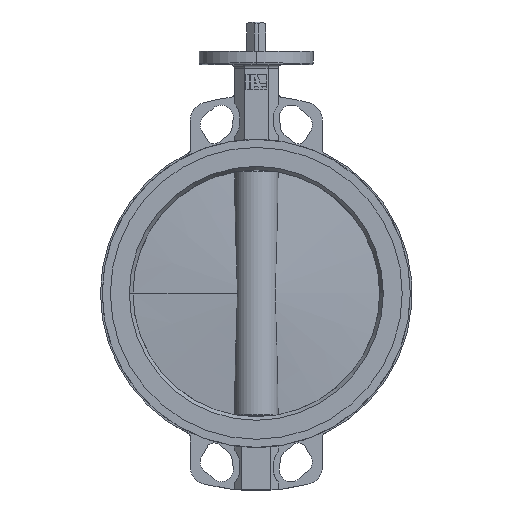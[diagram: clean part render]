
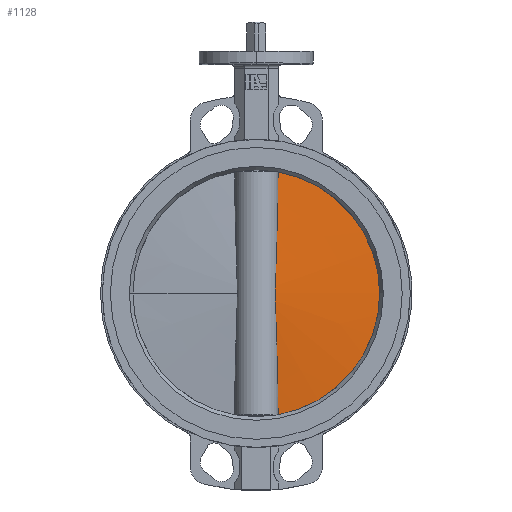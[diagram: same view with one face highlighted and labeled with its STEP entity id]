
A CAD part, top view. The second image highlights one B-rep face of the part: STEP entity #1128.
In plain terms, the highlighted conical face has half-angle 85.605 degrees and reference radius 13011.7 mm.
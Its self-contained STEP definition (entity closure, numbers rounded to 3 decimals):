
#85 = CARTESIAN_POINT ( 'NONE',  ( 4.069, 0., 0. ) ) ;
#86 = DIRECTION ( 'NONE',  ( 1., 0., 0. ) ) ;
#87 = DIRECTION ( 'NONE',  ( 0., 0., -1. ) ) ;
#765 = AXIS2_PLACEMENT_3D ( 'NONE', #85, #86, #87 ) ;
#826 = EDGE_CURVE ( 'NONE', #4068, #2128, #6008, .T. ) ;
#1128 = ADVANCED_FACE ( 'NONE', ( #6494 ), #6505, .T. ) ;
#1340 = CARTESIAN_POINT ( 'NONE',  ( 4.069, -165.602, -29.723 ) ) ;
#1998 = EDGE_CURVE ( 'NONE', #2128, #2139, #4962, .T. ) ;
#1999 = EDGE_CURVE ( 'NONE', #4068, #2139, #7621, .T. ) ;
#2128 = VERTEX_POINT ( 'NONE', #7496 ) ;
#2139 = VERTEX_POINT ( 'NONE', #7515 ) ;
#2290 = EDGE_LOOP ( 'NONE', ( #4234, #4233, #4232 ) ) ;
#3275 = AXIS2_PLACEMENT_3D ( 'NONE', #6661, #6662, #6660 ) ;
#3537 = AXIS2_PLACEMENT_3D ( 'NONE', #6894, #6895, #6896 ) ;
#4068 = VERTEX_POINT ( 'NONE', #1340 ) ;
#4232 = ORIENTED_EDGE ( 'NONE', *, *, #1998, .T. ) ;
#4233 = ORIENTED_EDGE ( 'NONE', *, *, #826, .T. ) ;
#4234 = ORIENTED_EDGE ( 'NONE', *, *, #1999, .F. ) ;
#4962 = CIRCLE ( 'NONE', #3537, 168.249 ) ;
#6008 = CIRCLE ( 'NONE', #765, 168.249 ) ;
#6494 = FACE_OUTER_BOUND ( 'NONE', #2290, .T. ) ;
#6505 = CONICAL_SURFACE ( 'NONE', #3275, 13011.747, 1.494 ) ;
#6660 = DIRECTION ( 'NONE',  ( 0., 0., 1. ) ) ;
#6661 = CARTESIAN_POINT ( 'NONE',  ( -983., 0., 0. ) ) ;
#6662 = DIRECTION ( 'NONE',  ( -1., 0., 0. ) ) ;
#6892 = CARTESIAN_POINT ( 'NONE',  ( 4.069, -165.602, -29.723 ) ) ;
#6893 = CARTESIAN_POINT ( 'NONE',  ( 5.115, -151.806, -29.58 ) ) ;
#6894 = CARTESIAN_POINT ( 'NONE',  ( 4.069, 0., 0. ) ) ;
#6895 = DIRECTION ( 'NONE',  ( 1., 0., 0. ) ) ;
#6896 = DIRECTION ( 'NONE',  ( 0., 0., -1. ) ) ;
#6898 = CARTESIAN_POINT ( 'NONE',  ( 6.158, -138.01, -29.381 ) ) ;
#6899 = CARTESIAN_POINT ( 'NONE',  ( 8.231, -110.419, -28.868 ) ) ;
#6900 = CARTESIAN_POINT ( 'NONE',  ( 9.263, -96.625, -28.555 ) ) ;
#6901 = CARTESIAN_POINT ( 'NONE',  ( 10.782, -75.934, -28.001 ) ) ;
#6902 = CARTESIAN_POINT ( 'NONE',  ( 11.284, -69.037, -27.802 ) ) ;
#6903 = CARTESIAN_POINT ( 'NONE',  ( 12.266, -55.242, -27.383 ) ) ;
#6904 = CARTESIAN_POINT ( 'NONE',  ( 12.747, -48.344, -27.162 ) ) ;
#6905 = CARTESIAN_POINT ( 'NONE',  ( 13.428, -37.995, -26.828 ) ) ;
#6906 = CARTESIAN_POINT ( 'NONE',  ( 13.648, -34.545, -26.717 ) ) ;
#6907 = CARTESIAN_POINT ( 'NONE',  ( 14.062, -27.642, -26.501 ) ) ;
#6908 = CARTESIAN_POINT ( 'NONE',  ( 14.256, -24.19, -26.397 ) ) ;
#6909 = CARTESIAN_POINT ( 'NONE',  ( 14.596, -17.281, -26.211 ) ) ;
#6910 = CARTESIAN_POINT ( 'NONE',  ( 14.741, -13.825, -26.129 ) ) ;
#6911 = CARTESIAN_POINT ( 'NONE',  ( 14.946, -6.912, -26.012 ) ) ;
#6912 = CARTESIAN_POINT ( 'NONE',  ( 15.003, -3.456, -25.979 ) ) ;
#6913 = CARTESIAN_POINT ( 'NONE',  ( 15.003, 3.458, -25.979 ) ) ;
#6914 = CARTESIAN_POINT ( 'NONE',  ( 14.946, 6.914, -26.012 ) ) ;
#6915 = CARTESIAN_POINT ( 'NONE',  ( 14.741, 13.828, -26.129 ) ) ;
#6916 = CARTESIAN_POINT ( 'NONE',  ( 14.596, 17.286, -26.211 ) ) ;
#6917 = CARTESIAN_POINT ( 'NONE',  ( 14.256, 24.194, -26.397 ) ) ;
#6918 = CARTESIAN_POINT ( 'NONE',  ( 14.061, 27.646, -26.502 ) ) ;
#6919 = CARTESIAN_POINT ( 'NONE',  ( 13.648, 34.548, -26.717 ) ) ;
#6920 = CARTESIAN_POINT ( 'NONE',  ( 13.428, 37.999, -26.828 ) ) ;
#6921 = CARTESIAN_POINT ( 'NONE',  ( 12.747, 48.348, -27.162 ) ) ;
#6922 = CARTESIAN_POINT ( 'NONE',  ( 12.265, 55.245, -27.383 ) ) ;
#6923 = CARTESIAN_POINT ( 'NONE',  ( 11.283, 69.04, -27.802 ) ) ;
#6924 = CARTESIAN_POINT ( 'NONE',  ( 10.782, 75.937, -28.001 ) ) ;
#6925 = CARTESIAN_POINT ( 'NONE',  ( 9.263, 96.627, -28.555 ) ) ;
#6926 = CARTESIAN_POINT ( 'NONE',  ( 8.231, 110.421, -28.868 ) ) ;
#6927 = CARTESIAN_POINT ( 'NONE',  ( 6.158, 138.01, -29.381 ) ) ;
#6928 = CARTESIAN_POINT ( 'NONE',  ( 5.115, 151.806, -29.58 ) ) ;
#6929 = CARTESIAN_POINT ( 'NONE',  ( 4.069, 165.602, -29.723 ) ) ;
#7496 = CARTESIAN_POINT ( 'NONE',  ( 4.069, 0., -168.249 ) ) ;
#7515 = CARTESIAN_POINT ( 'NONE',  ( 4.069, 165.602, -29.723 ) ) ;
#7621 = B_SPLINE_CURVE_WITH_KNOTS ( 'NONE', 3,
 ( #6892, #6893, #6898, #6899, #6900, #6901, #6902, #6903, #6904, #6905, #6906, #6907, #6908, #6909, #6910, #6911, #6912, #6913, #6914, #6915, #6916, #6917, #6918, #6919, #6920, #6921, #6922, #6923, #6924, #6925, #6926, #6927, #6928, #6929 ),
 .UNSPECIFIED., .F., .F.,
 ( 4, 2, 2, 2, 2, 2, 2, 2, 2, 2, 2, 2, 2, 2, 2, 2, 4 ),
 ( -0.149, -0.108, -0.066, -0.046, -0.025, -0.014, -0.004, 0.006, 0.017, 0.027, 0.037, 0.048, 0.058, 0.079, 0.1, 0.141, 0.183 ),
 .UNSPECIFIED. ) ;
